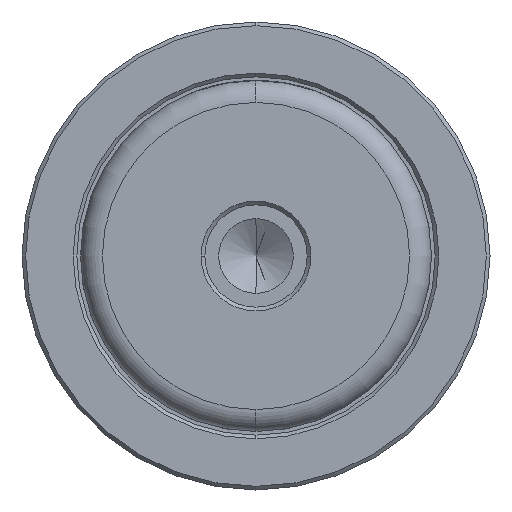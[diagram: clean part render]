
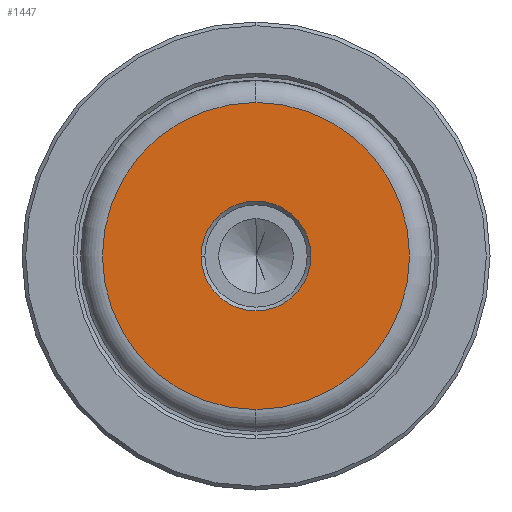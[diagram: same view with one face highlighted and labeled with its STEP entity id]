
A CAD part, left-side view. The second image highlights one B-rep face of the part: STEP entity #1447.
In plain terms, the highlighted planar face has unit normal (-1, 0, 0).
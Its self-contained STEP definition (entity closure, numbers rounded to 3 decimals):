
#6 = DIRECTION ( 'NONE',  ( 1., 0., 0. ) ) ;
#111 = VERTEX_POINT ( 'NONE', #982 ) ;
#258 = CARTESIAN_POINT ( 'NONE',  ( 0., -7.5, 0. ) ) ;
#279 = EDGE_CURVE ( 'NONE', #564, #111, #2435, .T. ) ;
#372 = FACE_BOUND ( 'NONE', #1043, .T. ) ;
#385 = DIRECTION ( 'NONE',  ( -1., 0., 0. ) ) ;
#447 = CARTESIAN_POINT ( 'NONE',  ( 0., 0., 0. ) ) ;
#507 = DIRECTION ( 'NONE',  ( -1., 0., 0. ) ) ;
#564 = VERTEX_POINT ( 'NONE', #258 ) ;
#638 = ORIENTED_EDGE ( 'NONE', *, *, #654, .T. ) ;
#646 = DIRECTION ( 'NONE',  ( 0., 0., 1. ) ) ;
#654 = EDGE_CURVE ( 'NONE', #1990, #2188, #2255, .T. ) ;
#683 = DIRECTION ( 'NONE',  ( -1., 0., 0. ) ) ;
#721 = ORIENTED_EDGE ( 'NONE', *, *, #279, .T. ) ;
#867 = PLANE ( 'NONE',  #1237 ) ;
#890 = FACE_OUTER_BOUND ( 'NONE', #1017, .T. ) ;
#950 = AXIS2_PLACEMENT_3D ( 'NONE', #1676, #507, #1860 ) ;
#982 = CARTESIAN_POINT ( 'NONE',  ( 0., 7.5, 0. ) ) ;
#1017 = EDGE_LOOP ( 'NONE', ( #1180, #638 ) ) ;
#1043 = EDGE_LOOP ( 'NONE', ( #721, #1396 ) ) ;
#1159 = CARTESIAN_POINT ( 'NONE',  ( 0., 0., 0. ) ) ;
#1180 = ORIENTED_EDGE ( 'NONE', *, *, #2177, .T. ) ;
#1237 = AXIS2_PLACEMENT_3D ( 'NONE', #1457, #683, #2024 ) ;
#1347 = DIRECTION ( 'NONE',  ( 0., 0., 1. ) ) ;
#1396 = ORIENTED_EDGE ( 'NONE', *, *, #2124, .T. ) ;
#1447 = ADVANCED_FACE ( 'NONE', ( #372, #890 ), #867, .T. ) ;
#1457 = CARTESIAN_POINT ( 'NONE',  ( 0., 0., 0. ) ) ;
#1497 = CIRCLE ( 'NONE', #2385, 20.997 ) ;
#1558 = CARTESIAN_POINT ( 'NONE',  ( 0., 0., 0. ) ) ;
#1676 = CARTESIAN_POINT ( 'NONE',  ( 0., 0., 0. ) ) ;
#1682 = AXIS2_PLACEMENT_3D ( 'NONE', #447, #1792, #646 ) ;
#1737 = DIRECTION ( 'NONE',  ( 0., 0., 1. ) ) ;
#1792 = DIRECTION ( 'NONE',  ( 1., 0., 0. ) ) ;
#1860 = DIRECTION ( 'NONE',  ( 0., 0., 1. ) ) ;
#1990 = VERTEX_POINT ( 'NONE', #2070 ) ;
#2024 = DIRECTION ( 'NONE',  ( 0., 0., 1. ) ) ;
#2059 = CIRCLE ( 'NONE', #2132, 7.5 ) ;
#2070 = CARTESIAN_POINT ( 'NONE',  ( 0., 0., -20.997 ) ) ;
#2124 = EDGE_CURVE ( 'NONE', #111, #564, #2059, .T. ) ;
#2132 = AXIS2_PLACEMENT_3D ( 'NONE', #1159, #6, #1347 ) ;
#2177 = EDGE_CURVE ( 'NONE', #2188, #1990, #1497, .T. ) ;
#2188 = VERTEX_POINT ( 'NONE', #2300 ) ;
#2255 = CIRCLE ( 'NONE', #950, 20.997 ) ;
#2300 = CARTESIAN_POINT ( 'NONE',  ( 0., 0., 20.997 ) ) ;
#2385 = AXIS2_PLACEMENT_3D ( 'NONE', #1558, #385, #1737 ) ;
#2435 = CIRCLE ( 'NONE', #1682, 7.5 ) ;
